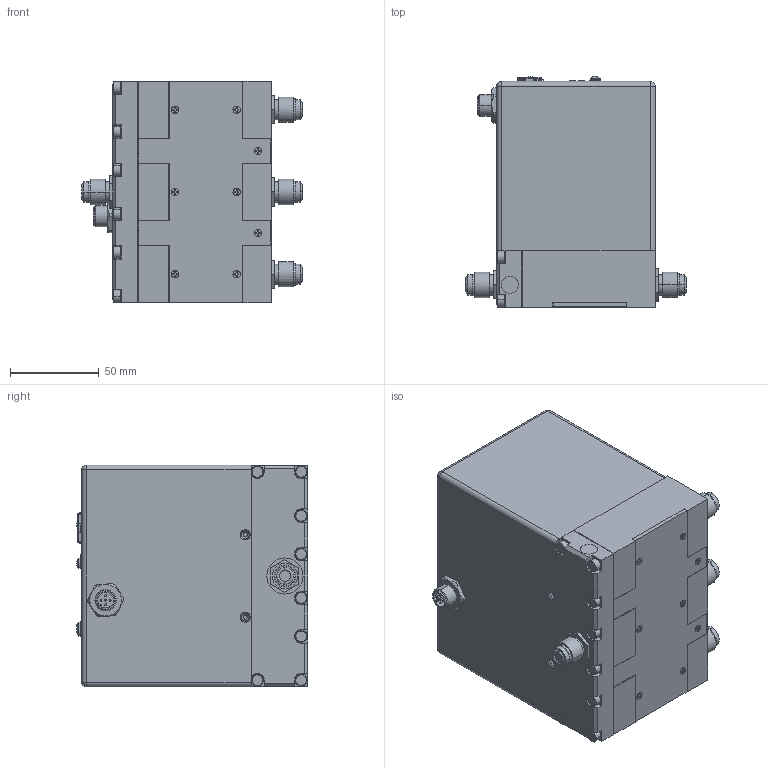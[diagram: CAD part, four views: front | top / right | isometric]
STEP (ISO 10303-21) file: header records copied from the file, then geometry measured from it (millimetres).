
FILE_DESCRIPTION (( 'STEP AP203' ), '1' );
FILE_NAME ('Delta-III_D-Net-4.STEP', '2022-09-27T18:14:13', ( '' ), ( '' ), 'SwSTEP 2.0', 'SolidWorks 2019', '' );
FILE_SCHEMA (( 'CONFIG_CONTROL_DESIGN' ));
Length unit declared in the file: inch
Products named in the file (1): Delta-III_D-Net-4
Bounding box: 123.8 x 129.92 x 124.72 mm (x, y, z)
Volume: 325933.2 mm3; surface area: 149519.3 mm2
Topology: 1 solids, 1 shells, 729 faces, 2108 edges, 1428 vertices
Faces by surface type: plane 403, cylinder 222, bspline 56, cone 44, sphere 4
Entity records: 38126 total; most frequent: CARTESIAN_POINT 18634, ORIENTED_EDGE 4200, DIRECTION 3907, EDGE_CURVE 2100, VERTEX_POINT 1428, VECTOR 1397, LINE 1397, AXIS2_PLACEMENT_3D 1255
